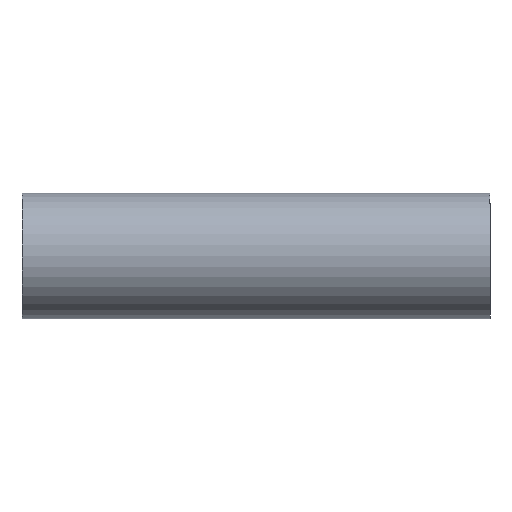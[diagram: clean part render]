
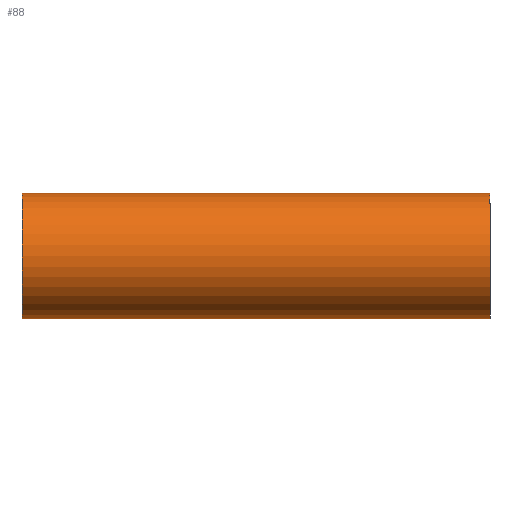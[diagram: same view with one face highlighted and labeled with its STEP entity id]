
A CAD part, top view. The second image highlights one B-rep face of the part: STEP entity #88.
In plain terms, the highlighted cylindrical face has radius 30.15 mm (diameter 60.3 mm), a partial arc.
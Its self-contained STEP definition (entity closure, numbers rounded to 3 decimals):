
#1 = DIRECTION ( 'NONE',  ( -1., 0., 0. ) ) ;
#3 = AXIS2_PLACEMENT_3D ( 'NONE', #53, #211, #37 ) ;
#12 = LINE ( 'NONE', #85, #22 ) ;
#20 = VERTEX_POINT ( 'NONE', #110 ) ;
#22 = VECTOR ( 'NONE', #124, 1000. ) ;
#37 = DIRECTION ( 'NONE',  ( 0., -1., 0. ) ) ;
#47 = ORIENTED_EDGE ( 'NONE', *, *, #237, .T. ) ;
#49 = VERTEX_POINT ( 'NONE', #69 ) ;
#53 = CARTESIAN_POINT ( 'NONE',  ( -112.5, 0., 0. ) ) ;
#56 = CARTESIAN_POINT ( 'NONE',  ( 112.5, 0., 0. ) ) ;
#58 = DIRECTION ( 'NONE',  ( 1., 0., 0. ) ) ;
#69 = CARTESIAN_POINT ( 'NONE',  ( -112.5, 30.15, 0. ) ) ;
#85 = CARTESIAN_POINT ( 'NONE',  ( -112.5, 30.15, 0. ) ) ;
#88 = ADVANCED_FACE ( 'NONE', ( #91 ), #220, .T. ) ;
#89 = ORIENTED_EDGE ( 'NONE', *, *, #106, .F. ) ;
#91 = FACE_OUTER_BOUND ( 'NONE', #167, .T. ) ;
#98 = CIRCLE ( 'NONE', #154, 30.15 ) ;
#100 = EDGE_CURVE ( 'NONE', #20, #49, #234, .T. ) ;
#106 = EDGE_CURVE ( 'NONE', #49, #160, #12, .T. ) ;
#110 = CARTESIAN_POINT ( 'NONE',  ( -112.5, -30.15, 0. ) ) ;
#114 = CARTESIAN_POINT ( 'NONE',  ( 112.5, -30.15, 0. ) ) ;
#115 = CARTESIAN_POINT ( 'NONE',  ( 112.5, 30.15, 0. ) ) ;
#117 = AXIS2_PLACEMENT_3D ( 'NONE', #170, #249, #226 ) ;
#119 = VECTOR ( 'NONE', #58, 1000. ) ;
#124 = DIRECTION ( 'NONE',  ( 1., 0., 0. ) ) ;
#147 = ORIENTED_EDGE ( 'NONE', *, *, #100, .F. ) ;
#148 = DIRECTION ( 'NONE',  ( 0., -1., 0. ) ) ;
#154 = AXIS2_PLACEMENT_3D ( 'NONE', #56, #1, #148 ) ;
#156 = EDGE_CURVE ( 'NONE', #189, #160, #98, .T. ) ;
#160 = VERTEX_POINT ( 'NONE', #115 ) ;
#167 = EDGE_LOOP ( 'NONE', ( #147, #47, #188, #89 ) ) ;
#170 = CARTESIAN_POINT ( 'NONE',  ( -112.5, 0., 0. ) ) ;
#188 = ORIENTED_EDGE ( 'NONE', *, *, #156, .T. ) ;
#189 = VERTEX_POINT ( 'NONE', #114 ) ;
#211 = DIRECTION ( 'NONE',  ( -1., 0., 0. ) ) ;
#220 = CYLINDRICAL_SURFACE ( 'NONE', #117, 30.15 ) ;
#226 = DIRECTION ( 'NONE',  ( 0., 1., 0. ) ) ;
#231 = CARTESIAN_POINT ( 'NONE',  ( -112.5, -30.15, 0. ) ) ;
#234 = CIRCLE ( 'NONE', #3, 30.15 ) ;
#236 = LINE ( 'NONE', #231, #119 ) ;
#237 = EDGE_CURVE ( 'NONE', #20, #189, #236, .T. ) ;
#249 = DIRECTION ( 'NONE',  ( 1., 0., 0. ) ) ;
